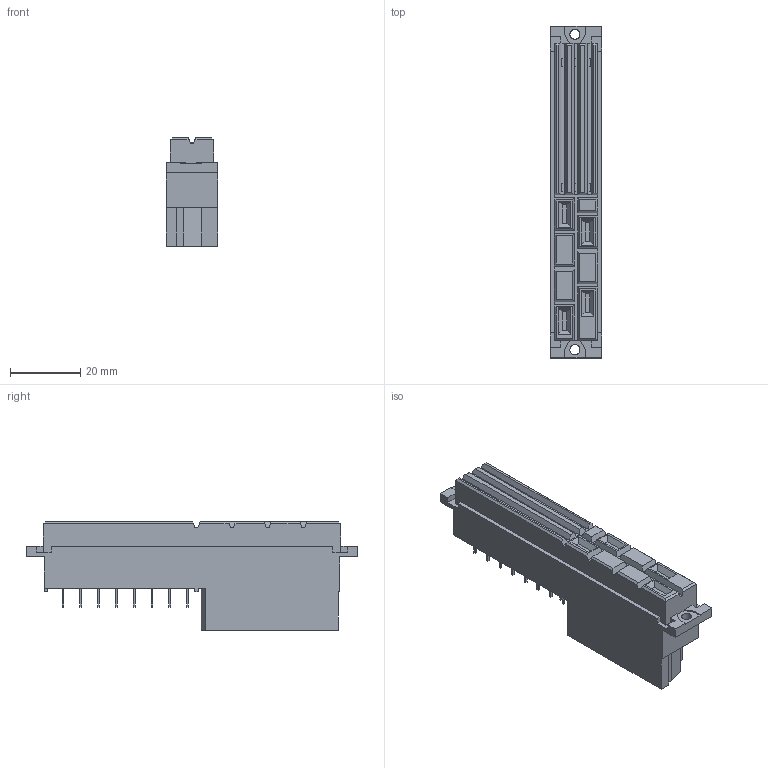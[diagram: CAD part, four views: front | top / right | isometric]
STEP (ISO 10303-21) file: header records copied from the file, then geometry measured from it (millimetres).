
FILE_DESCRIPTION((''),'2;1');
FILE_NAME('HARTING_09 06 231 6822.stp','2010-02-18T14:40:32',(''),(''),'Mechanical Desktop 2010','Mechanical Desktop 2010',', , ');
FILE_SCHEMA(('AUTOMOTIVE_DESIGN { 1 2 10303 214 1 1 1 1 }'));
Length unit declared in the file: millimetre
Products named in the file (1): Product
Bounding box: 14.7 x 94.75 x 30.92 mm (x, y, z)
Volume: 25946.5 mm3; surface area: 10568.9 mm2
Topology: 28 solids, 28 shells, 426 faces, 1046 edges, 700 vertices
Faces by surface type: bspline 261, plane 165
Entity records: 11716 total; most frequent: CARTESIAN_POINT 3798, ORIENTED_EDGE 2092, EDGE_CURVE 1046, VERTEX_POINT 700, DIRECTION 656, EDGE_LOOP 462, FACE_OUTER_BOUND 426, ADVANCED_FACE 426
